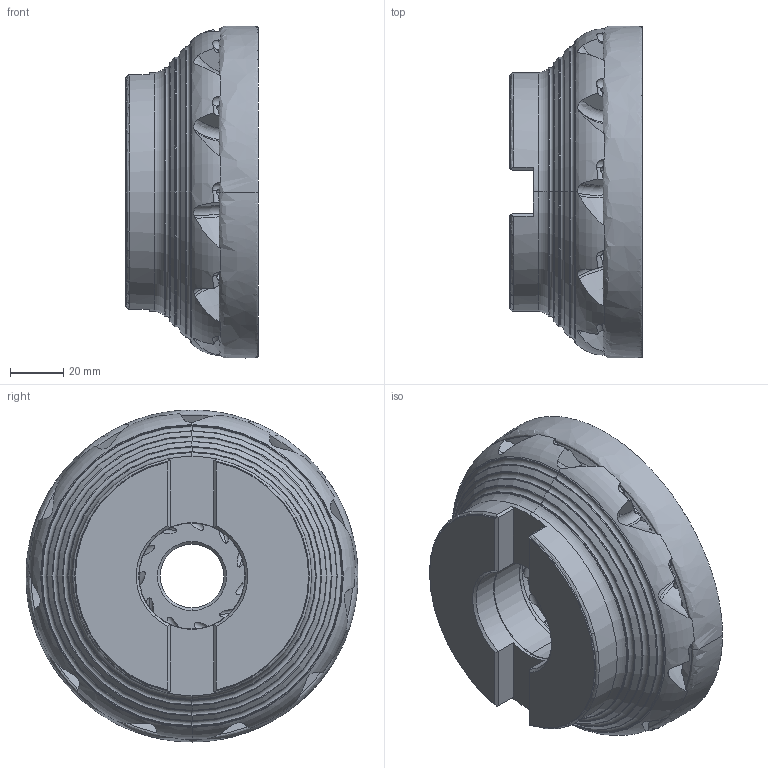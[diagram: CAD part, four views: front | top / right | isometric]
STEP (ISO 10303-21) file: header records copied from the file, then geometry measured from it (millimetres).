
FILE_DESCRIPTION (( 'STEP AP214' ), '1' );
FILE_NAME ('90PP_125_723_11.STEP', '2016-07-22T12:11:42', ( '' ), ( '' ), 'SwSTEP 2.0', 'SolidWorks 2016', '' );
FILE_SCHEMA (( 'AUTOMOTIVE_DESIGN' ));
Length unit declared in the file: millimetre
Products named in the file (1): 90PP_125_723_11
Bounding box: 50.04 x 124.96 x 124.98 mm (x, y, z)
Volume: 389261.2 mm3; surface area: 55289.4 mm2
Topology: 1 solids, 1 shells, 834 faces, 2494 edges, 1575 vertices
Faces by surface type: cylinder 340, plane 294, torus 87, sphere 55, cone 53, bspline 5
Entity records: 33776 total; most frequent: CARTESIAN_POINT 13381, ORIENTED_EDGE 4856, DIRECTION 3748, EDGE_CURVE 2428, VERTEX_POINT 1542, AXIS2_PLACEMENT_3D 1482, EDGE_LOOP 848, ADVANCED_FACE 834
